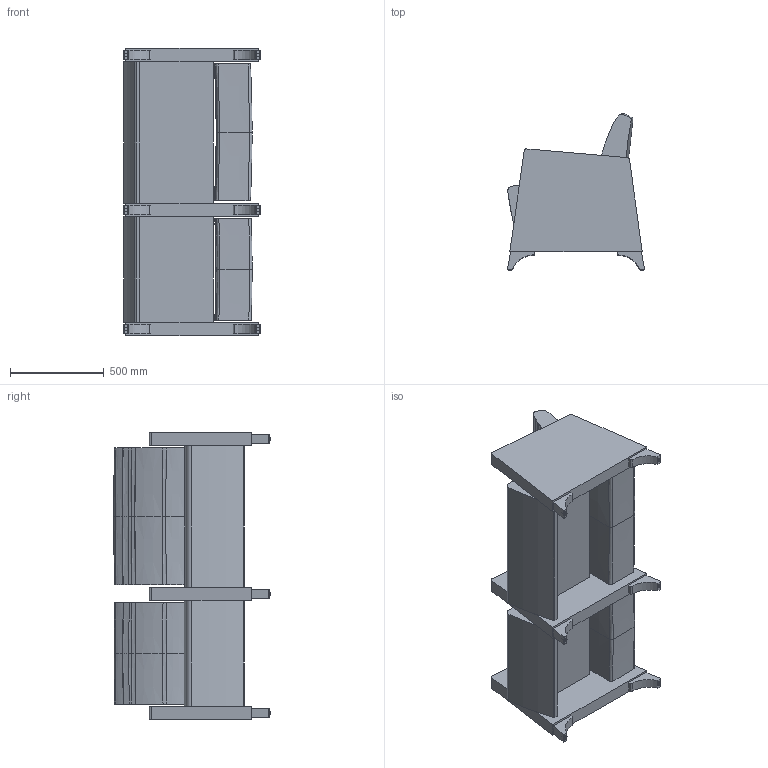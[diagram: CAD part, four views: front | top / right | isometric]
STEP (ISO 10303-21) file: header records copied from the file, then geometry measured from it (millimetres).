
FILE_DESCRIPTION(/* description */ (''),/* implementation_level */ '2;1');
FILE_NAME(/* name */ 'KAU20IBRF (SYMBOL).stp',/* time_stamp */ '2017-03-17T13:53:44-04:00',/* author */ ('emerkel'),/* organization */ (''),/* preprocessor_version */ 'ST-DEVELOPER v16.5',/* originating_system */ 'Autodesk Inventor 2017',/* authorisation */ '');
FILE_SCHEMA (('AUTOMOTIVE_DESIGN { 1 0 10303 214 3 1 1 }'));
Length unit declared in the file: inch
Products named in the file (10): KAU20IBRF (SYMBOL); KOU10 SEAT; KOU10 NEW BACK; KAU10BU-W (SYMBOL); KOU10B NEW BACK; KOU10 SEAT_1; KAD UPH ARM; LEG WBO SQ 2-4 (generic); LEG WBO SQ 2-4 (generic)_1; GLIDE W11-16
Assembly tree (16 placements, depth 4):
  KAU20IBRF (SYMBOL)
    KOU10 SEAT
    KOU10 NEW BACK
    KAD UPH ARM
    LEG WBO SQ 2-4 (generic)  x2
      LEG WBO SQ 2-4 (generic)_1
      GLIDE W11-16
    KAU10BU-W (SYMBOL)
      KOU10B NEW BACK
      KOU10 SEAT_1
      KAD UPH ARM  x2
      LEG WBO SQ 2-4 (generic)  x4
        LEG WBO SQ 2-4 (generic)_1
        GLIDE W11-16
Bounding box: 729.48 x 834.19 x 1530.35 mm (x, y, z)
Volume: 293783664.4 mm3; surface area: 7444252.4 mm2
Topology: 25 solids, 25 shells, 366 faces, 802 edges, 486 vertices
Faces by surface type: plane 104, cone 90, bspline 88, cylinder 78, torus 6
Full cylindrical faces by diameter (mm): 5.842 x12, 8.509 x6, 9.525 x6, 18.263 x6, 19.05 x6
Entity records: 6066 total; most frequent: CARTESIAN_POINT 2529, ORIENTED_EDGE 690, DIRECTION 625, EDGE_CURVE 344, AXIS2_PLACEMENT_3D 280, VERTEX_POINT 222, EDGE_LOOP 185, FACE_OUTER_BOUND 160
